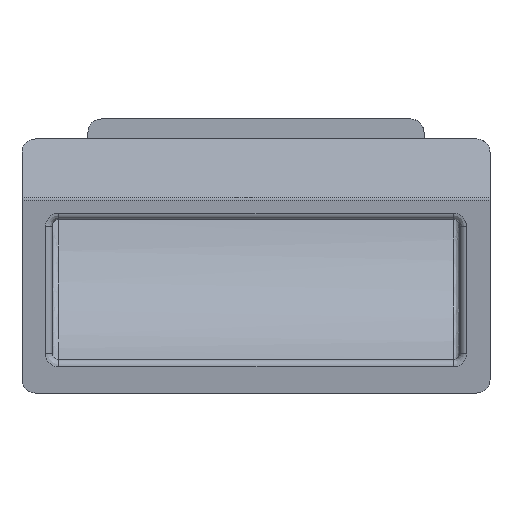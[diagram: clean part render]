
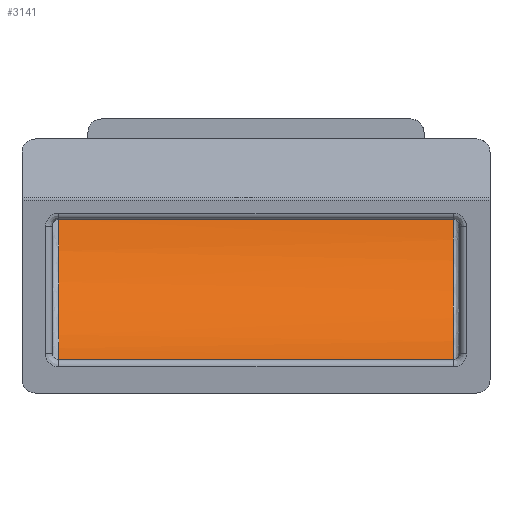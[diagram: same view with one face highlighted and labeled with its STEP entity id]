
A CAD part, front view. The second image highlights one B-rep face of the part: STEP entity #3141.
In plain terms, the highlighted free-form (B-spline) face has degree [1, 2] with [2, 3] control points.
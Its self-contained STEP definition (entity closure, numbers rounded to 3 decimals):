
#964=CARTESIAN_POINT('',(29.5,0.,-14.75));
#965=VERTEX_POINT('',#964);
#1013=CARTESIAN_POINT('',(29.5,14.716,6.243));
#1014=VERTEX_POINT('',#1013);
#1020=CARTESIAN_POINT('',(29.5,0.,-14.75));
#1021=CARTESIAN_POINT('',(29.5,12.458,-7.829));
#1022=CARTESIAN_POINT('',(29.5,14.716,6.243));
#1030=(BOUNDED_CURVE()B_SPLINE_CURVE(2,(#1020,#1021,#1022),.UNSPECIFIED.,.F.,.U.)CURVE()GEOMETRIC_REPRESENTATION_ITEM()QUASI_UNIFORM_CURVE()RATIONAL_B_SPLINE_CURVE((1.0,0.899,1.0))REPRESENTATION_ITEM(''));
#1031=EDGE_CURVE('',#965,#1014,#1030,.T.);
#2880=CARTESIAN_POINT('',(-29.5,14.716,6.243));
#2881=VERTEX_POINT('',#2880);
#2887=CARTESIAN_POINT('',(29.5,14.716,6.243));
#2888=CARTESIAN_POINT('',(-29.5,14.716,6.243));
#2889=QUASI_UNIFORM_CURVE('',1,(#2887,#2888),.UNSPECIFIED.,.F.,.U.);
#2890=EDGE_CURVE('',#1014,#2881,#2889,.T.);
#3103=CARTESIAN_POINT('',(-30.975,14.838,7.087));
#3104=CARTESIAN_POINT('',(31.012,14.838,7.087));
#3105=CARTESIAN_POINT('',(-30.975,12.817,-8.377));
#3106=CARTESIAN_POINT('',(31.012,12.817,-8.377));
#3107=CARTESIAN_POINT('',(-30.975,-1.134,-15.348));
#3108=CARTESIAN_POINT('',(31.012,-1.134,-15.348));
#3116=(BOUNDED_SURFACE()B_SPLINE_SURFACE(1,2,((#3103,#3105,#3107),(#3104,#3106,#3108)),.UNSPECIFIED.,.F.,.F.,.U.)B_SPLINE_SURFACE_WITH_KNOTS((2,2),(3,3),(0.0,61.987),(0.0,29.251),.UNSPECIFIED.)GEOMETRIC_REPRESENTATION_ITEM()RATIONAL_B_SPLINE_SURFACE(((1.0,0.879,0.991),(1.0,0.879,0.991)))REPRESENTATION_ITEM('')SURFACE());
#3117=CARTESIAN_POINT('',(-29.5,0.,-14.75));
#3118=VERTEX_POINT('',#3117);
#3119=CARTESIAN_POINT('',(-29.5,0.,-14.75));
#3120=CARTESIAN_POINT('',(29.5,0.,-14.75));
#3121=QUASI_UNIFORM_CURVE('',1,(#3119,#3120),.UNSPECIFIED.,.F.,.U.);
#3122=EDGE_CURVE('',#3118,#965,#3121,.T.);
#3123=ORIENTED_EDGE('',*,*,#3122,.T.);
#3124=ORIENTED_EDGE('',*,*,#1031,.T.);
#3125=ORIENTED_EDGE('',*,*,#2890,.T.);
#3126=CARTESIAN_POINT('',(-29.5,14.716,6.243));
#3127=CARTESIAN_POINT('',(-29.5,12.458,-7.829));
#3128=CARTESIAN_POINT('',(-29.5,0.,-14.75));
#3136=(BOUNDED_CURVE()B_SPLINE_CURVE(2,(#3126,#3127,#3128),.UNSPECIFIED.,.F.,.U.)CURVE()GEOMETRIC_REPRESENTATION_ITEM()QUASI_UNIFORM_CURVE()RATIONAL_B_SPLINE_CURVE((1.0,0.899,1.0))REPRESENTATION_ITEM(''));
#3137=EDGE_CURVE('',#2881,#3118,#3136,.T.);
#3138=ORIENTED_EDGE('',*,*,#3137,.T.);
#3139=EDGE_LOOP('',(#3123,#3124,#3125,#3138));
#3140=FACE_OUTER_BOUND('',#3139,.T.);
#3141=ADVANCED_FACE('',(#3140),#3116,.F.);
